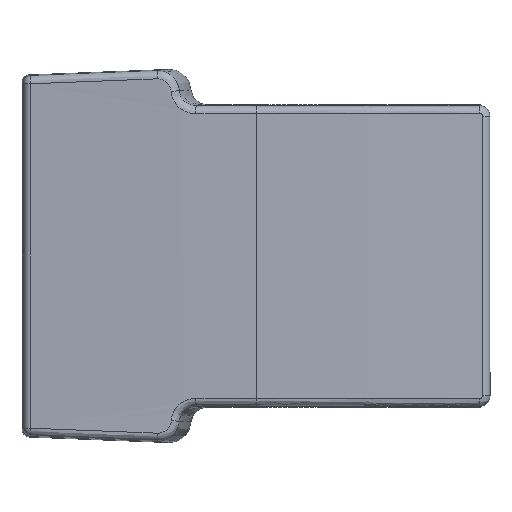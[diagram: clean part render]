
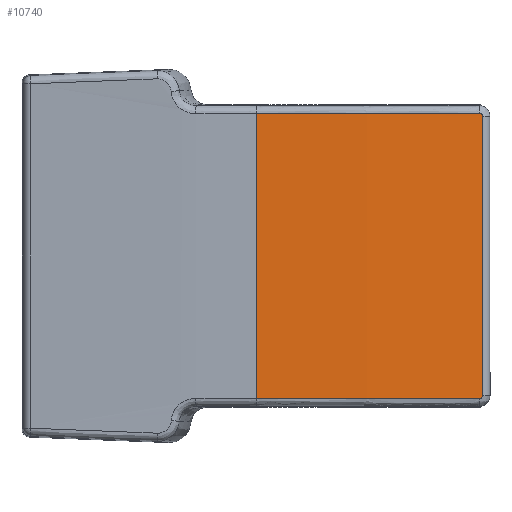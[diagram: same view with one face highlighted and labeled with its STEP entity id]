
A CAD part, front view. The second image highlights one B-rep face of the part: STEP entity #10740.
In plain terms, the highlighted free-form (B-spline) face has degree [3, 1] with [4, 2] control points.
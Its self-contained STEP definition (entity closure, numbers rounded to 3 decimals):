
#9 = CARTESIAN_POINT ( 'NONE',  ( 34.982, -15.157, -26.569 ) ) ;
#422 = CARTESIAN_POINT ( 'NONE',  ( -6.84, -16.863, 33.725 ) ) ;
#615 = CARTESIAN_POINT ( 'NONE',  ( 35.351, -15.128, 26.202 ) ) ;
#698 = EDGE_CURVE ( 'NONE', #12161, #11301, #9516, .T. ) ;
#799 = CARTESIAN_POINT ( 'NONE',  ( 35.111, -15.147, 26.515 ) ) ;
#815 = CARTESIAN_POINT ( 'NONE',  ( 34.85, -15.168, -26.569 ) ) ;
#901 = B_SPLINE_SURFACE_WITH_KNOTS ( 'NONE', 3, 1, ( 
 ( #1575, #10303 ),
 ( #17505, #5869 ),
 ( #11746, #3023 ),
 ( #1443, #13195 ) ),
 .UNSPECIFIED., .F., .F., .F.,
 ( 4, 4 ),
 ( 2, 2 ),
 ( 0.034, 1. ),
 ( 0., 1. ),
 .UNSPECIFIED. ) ;
#1270 = EDGE_CURVE ( 'NONE', #11301, #13712, #18763, .T. ) ;
#1443 = CARTESIAN_POINT ( 'NONE',  ( -6.84, -16.863, -26.887 ) ) ;
#1575 = CARTESIAN_POINT ( 'NONE',  ( 35.351, -15.128, -26.887 ) ) ;
#1607 = CARTESIAN_POINT ( 'NONE',  ( 34.85, -15.168, -26.569 ) ) ;
#2072 = CARTESIAN_POINT ( 'NONE',  ( 35.351, -15.128, 26.069 ) ) ;
#2109 = ORIENTED_EDGE ( 'NONE', *, *, #1270, .T. ) ;
#2617 = CARTESIAN_POINT ( 'NONE',  ( -6.84, -16.863, 26.546 ) ) ;
#2640 = EDGE_LOOP ( 'NONE', ( #9395, #2109, #5329, #13540, #8927, #4611 ) ) ;
#3023 = CARTESIAN_POINT ( 'NONE',  ( 6.038, -16.863, 26.887 ) ) ;
#3489 = EDGE_CURVE ( 'NONE', #13712, #6635, #7541, .T. ) ;
#4003 = CARTESIAN_POINT ( 'NONE',  ( 7.072, -16.705, -26.548 ) ) ;
#4611 = ORIENTED_EDGE ( 'NONE', *, *, #18017, .T. ) ;
#4618 = CARTESIAN_POINT ( 'NONE',  ( 20.972, -16.133, 26.556 ) ) ;
#4877 = CARTESIAN_POINT ( 'NONE',  ( 34.85, -15.168, 26.569 ) ) ;
#5216 = VERTEX_POINT ( 'NONE', #10495 ) ;
#5329 = ORIENTED_EDGE ( 'NONE', *, *, #3489, .T. ) ;
#5387 = CARTESIAN_POINT ( 'NONE',  ( 34.85, -15.168, 26.569 ) ) ;
#5869 = CARTESIAN_POINT ( 'NONE',  ( 20.67, -16.307, 26.887 ) ) ;
#6431 = VERTEX_POINT ( 'NONE', #5387 ) ;
#6635 = VERTEX_POINT ( 'NONE', #9248 ) ;
#6904 = CARTESIAN_POINT ( 'NONE',  ( 27.915, -15.718, -26.561 ) ) ;
#7242 = CARTESIAN_POINT ( 'NONE',  ( 35.111, -15.147, -26.515 ) ) ;
#7541 = B_SPLINE_CURVE_WITH_KNOTS ( 'NONE', 3,
 ( #15819, #9, #7242, #14316, #10032, #11538 ),
 .UNSPECIFIED., .F., .F.,
 ( 4, 2, 4 ),
 ( 0., 0., 0.001 ),
 .UNSPECIFIED. ) ;
#8491 = EDGE_CURVE ( 'NONE', #5216, #6431, #8652, .T. ) ;
#8652 = B_SPLINE_CURVE_WITH_KNOTS ( 'NONE', 3,
 ( #2072, #615, #17948, #799, #13715, #4877 ),
 .UNSPECIFIED., .F., .F.,
 ( 4, 2, 4 ),
 ( 0., 0., 0.001 ),
 .UNSPECIFIED. ) ;
#8815 = CARTESIAN_POINT ( 'NONE',  ( 27.915, -15.718, 26.561 ) ) ;
#8927 = ORIENTED_EDGE ( 'NONE', *, *, #8491, .T. ) ;
#9248 = CARTESIAN_POINT ( 'NONE',  ( 35.351, -15.128, -26.069 ) ) ;
#9395 = ORIENTED_EDGE ( 'NONE', *, *, #698, .T. ) ;
#9492 = VECTOR ( 'NONE', #14482, 1000. ) ;
#9516 = LINE ( 'NONE', #422, #18574 ) ;
#10032 = CARTESIAN_POINT ( 'NONE',  ( 35.351, -15.128, -26.202 ) ) ;
#10303 = CARTESIAN_POINT ( 'NONE',  ( 35.351, -15.128, 26.887 ) ) ;
#10433 = CARTESIAN_POINT ( 'NONE',  ( 7.072, -16.705, 26.548 ) ) ;
#10495 = CARTESIAN_POINT ( 'NONE',  ( 35.351, -15.128, 26.069 ) ) ;
#10740 = ADVANCED_FACE ( 'NONE', ( #12776 ), #901, .F. ) ;
#11301 = VERTEX_POINT ( 'NONE', #16353 ) ;
#11538 = CARTESIAN_POINT ( 'NONE',  ( 35.351, -15.128, -26.069 ) ) ;
#11746 = CARTESIAN_POINT ( 'NONE',  ( 6.038, -16.863, -26.887 ) ) ;
#12062 = DIRECTION ( 'NONE',  ( 0., 0., -1. ) ) ;
#12161 = VERTEX_POINT ( 'NONE', #2617 ) ;
#12776 = FACE_OUTER_BOUND ( 'NONE', #2640, .T. ) ;
#13195 = CARTESIAN_POINT ( 'NONE',  ( -6.84, -16.863, 26.887 ) ) ;
#13540 = ORIENTED_EDGE ( 'NONE', *, *, #17883, .T. ) ;
#13712 = VERTEX_POINT ( 'NONE', #1607 ) ;
#13715 = CARTESIAN_POINT ( 'NONE',  ( 34.982, -15.157, 26.569 ) ) ;
#13980 = CARTESIAN_POINT ( 'NONE',  ( -6.84, -16.863, -26.546 ) ) ;
#14017 = LINE ( 'NONE', #15671, #9492 ) ;
#14316 = CARTESIAN_POINT ( 'NONE',  ( 35.297, -15.132, -26.331 ) ) ;
#14426 = B_SPLINE_CURVE_WITH_KNOTS ( 'NONE', 3,
 ( #17625, #8815, #4618, #10433, #16153, #17464 ),
 .UNSPECIFIED., .F., .F.,
 ( 4, 2, 4 ),
 ( 0., 0.021, 0.042 ),
 .UNSPECIFIED. ) ;
#14482 = DIRECTION ( 'NONE',  ( 0., 0., 1. ) ) ;
#15478 = CARTESIAN_POINT ( 'NONE',  ( 0.116, -16.862, -26.546 ) ) ;
#15671 = CARTESIAN_POINT ( 'NONE',  ( 35.351, -15.128, -26.069 ) ) ;
#15819 = CARTESIAN_POINT ( 'NONE',  ( 34.85, -15.168, -26.569 ) ) ;
#16153 = CARTESIAN_POINT ( 'NONE',  ( 0.116, -16.863, 26.546 ) ) ;
#16353 = CARTESIAN_POINT ( 'NONE',  ( -6.84, -16.863, -26.546 ) ) ;
#16896 = CARTESIAN_POINT ( 'NONE',  ( 20.972, -16.133, -26.556 ) ) ;
#17464 = CARTESIAN_POINT ( 'NONE',  ( -6.84, -16.863, 26.546 ) ) ;
#17505 = CARTESIAN_POINT ( 'NONE',  ( 20.67, -16.307, -26.887 ) ) ;
#17625 = CARTESIAN_POINT ( 'NONE',  ( 34.85, -15.168, 26.569 ) ) ;
#17883 = EDGE_CURVE ( 'NONE', #6635, #5216, #14017, .T. ) ;
#17948 = CARTESIAN_POINT ( 'NONE',  ( 35.297, -15.132, 26.331 ) ) ;
#18017 = EDGE_CURVE ( 'NONE', #6431, #12161, #14426, .T. ) ;
#18574 = VECTOR ( 'NONE', #12062, 1000. ) ;
#18763 = B_SPLINE_CURVE_WITH_KNOTS ( 'NONE', 3,
 ( #13980, #15478, #4003, #16896, #6904, #815 ),
 .UNSPECIFIED., .F., .F.,
 ( 4, 2, 4 ),
 ( 0., 0.021, 0.042 ),
 .UNSPECIFIED. ) ;
